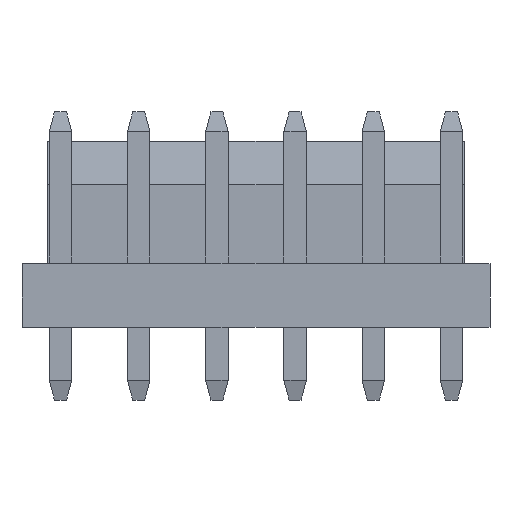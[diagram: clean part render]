
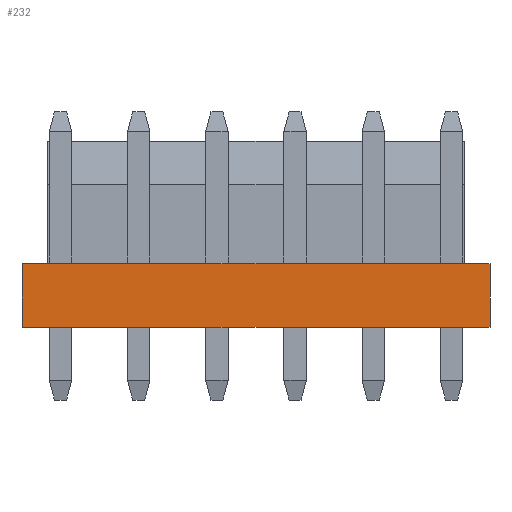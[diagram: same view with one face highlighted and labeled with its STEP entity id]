
A CAD part, front view. The second image highlights one B-rep face of the part: STEP entity #232.
In plain terms, the highlighted planar face has unit normal (0, -1, 0).
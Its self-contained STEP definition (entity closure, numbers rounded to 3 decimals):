
#67 = CARTESIAN_POINT ( 'NONE',  ( 7.89, -4.25, 3.2 ) ) ;
#232 = ADVANCED_FACE ( 'NONE', ( #5139 ), #450, .F. ) ;
#442 = CARTESIAN_POINT ( 'NONE',  ( -15.81, -4.25, 3.2 ) ) ;
#450 = PLANE ( 'NONE',  #2410 ) ;
#901 = DIRECTION ( 'NONE',  ( 1., 0., 0. ) ) ;
#1178 = VERTEX_POINT ( 'NONE', #1985 ) ;
#1233 = EDGE_CURVE ( 'NONE', #4771, #1178, #4761, .T. ) ;
#1688 = ORIENTED_EDGE ( 'NONE', *, *, #3842, .T. ) ;
#1916 = VERTEX_POINT ( 'NONE', #5299 ) ;
#1985 = CARTESIAN_POINT ( 'NONE',  ( 7.89, -4.25, 3.2 ) ) ;
#1995 = CARTESIAN_POINT ( 'NONE',  ( 0., -4.25, 0. ) ) ;
#2096 = DIRECTION ( 'NONE',  ( 0., 0., 1. ) ) ;
#2347 = EDGE_CURVE ( 'NONE', #3236, #1916, #3498, .T. ) ;
#2392 = VECTOR ( 'NONE', #3758, 1000. ) ;
#2410 = AXIS2_PLACEMENT_3D ( 'NONE', #5276, #4054, #2096 ) ;
#2594 = CARTESIAN_POINT ( 'NONE',  ( -15.81, -4.25, 9.4 ) ) ;
#2677 = VECTOR ( 'NONE', #3694, 1000. ) ;
#2763 = VECTOR ( 'NONE', #3450, 1000. ) ;
#2845 = ORIENTED_EDGE ( 'NONE', *, *, #2347, .F. ) ;
#2972 = ORIENTED_EDGE ( 'NONE', *, *, #3636, .F. ) ;
#3233 = EDGE_LOOP ( 'NONE', ( #2972, #5279, #1688, #2845 ) ) ;
#3236 = VERTEX_POINT ( 'NONE', #4076 ) ;
#3327 = CARTESIAN_POINT ( 'NONE',  ( -15.81, -4.25, 3.2 ) ) ;
#3393 = LINE ( 'NONE', #2594, #2763 ) ;
#3450 = DIRECTION ( 'NONE',  ( 0., 0., -1. ) ) ;
#3498 = LINE ( 'NONE', #1995, #2677 ) ;
#3636 = EDGE_CURVE ( 'NONE', #1178, #3236, #4564, .T. ) ;
#3694 = DIRECTION ( 'NONE',  ( -1., 0., 0. ) ) ;
#3758 = DIRECTION ( 'NONE',  ( 0., 0., -1. ) ) ;
#3842 = EDGE_CURVE ( 'NONE', #4771, #1916, #3393, .T. ) ;
#4054 = DIRECTION ( 'NONE',  ( 0., 1., 0. ) ) ;
#4076 = CARTESIAN_POINT ( 'NONE',  ( 7.89, -4.25, 0. ) ) ;
#4111 = VECTOR ( 'NONE', #901, 1000. ) ;
#4564 = LINE ( 'NONE', #67, #2392 ) ;
#4761 = LINE ( 'NONE', #3327, #4111 ) ;
#4771 = VERTEX_POINT ( 'NONE', #442 ) ;
#5139 = FACE_OUTER_BOUND ( 'NONE', #3233, .T. ) ;
#5276 = CARTESIAN_POINT ( 'NONE',  ( -15.81, -4.25, 9.4 ) ) ;
#5279 = ORIENTED_EDGE ( 'NONE', *, *, #1233, .F. ) ;
#5299 = CARTESIAN_POINT ( 'NONE',  ( -15.81, -4.25, 0. ) ) ;
